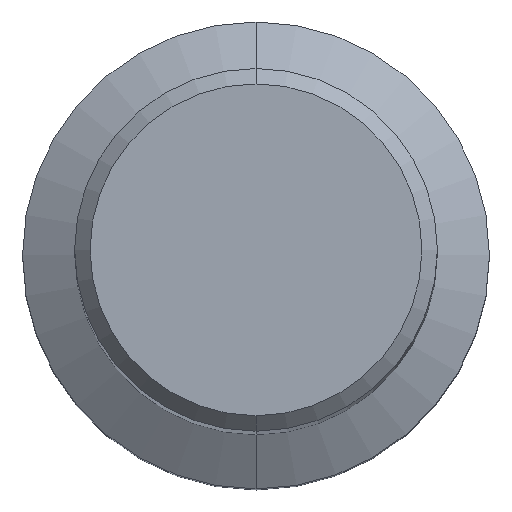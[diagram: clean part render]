
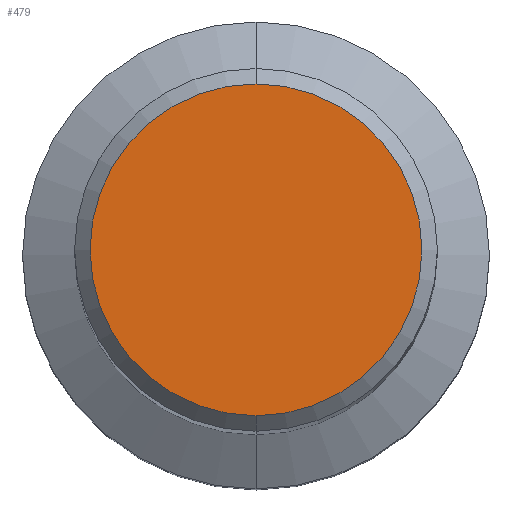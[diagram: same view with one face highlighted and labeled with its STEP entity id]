
A CAD part, top view. The second image highlights one B-rep face of the part: STEP entity #479.
In plain terms, the highlighted planar face has unit normal (0, 0, 1).
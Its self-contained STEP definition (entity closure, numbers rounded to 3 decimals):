
#367=VERTEX_POINT('',#770);
#479=ADVANCED_FACE('',(#895),#896,.T.);
#523=EDGE_CURVE('',#367,#579,#944,.T.);
#531=EDGE_CURVE('',#579,#367,#954,.T.);
#579=VERTEX_POINT('',#1006);
#770=CARTESIAN_POINT('',(0.0,4.264,0.0));
#895=FACE_OUTER_BOUND('',#1573,.T.);
#896=PLANE('',#1574);
#944=CIRCLE('',#1666,4.264);
#954=CIRCLE('',#1679,4.264);
#1006=CARTESIAN_POINT('',(0.,-4.264,0.0));
#1573=EDGE_LOOP('',(#2115,#2116));
#1574=AXIS2_PLACEMENT_3D('',#2117,#2118,#2119);
#1666=AXIS2_PLACEMENT_3D('',#2185,#2186,#2187);
#1679=AXIS2_PLACEMENT_3D('',#2205,#2206,#2207);
#2115=ORIENTED_EDGE('',*,*,#523,.F.);
#2116=ORIENTED_EDGE('',*,*,#531,.F.);
#2117=CARTESIAN_POINT('',(0.0,2.132,0.0));
#2118=DIRECTION('',(-0.0,0.0,1.0));
#2119=DIRECTION('',(0.0,-1.0,0.0));
#2185=CARTESIAN_POINT('',(0.0,0.0,0.0));
#2186=DIRECTION('',(0.0,0.0,-1.0));
#2187=DIRECTION('',(0.0,1.0,0.0));
#2205=CARTESIAN_POINT('',(0.0,0.0,0.0));
#2206=DIRECTION('',(0.0,0.0,-1.0));
#2207=DIRECTION('',(0.0,1.0,0.0));
